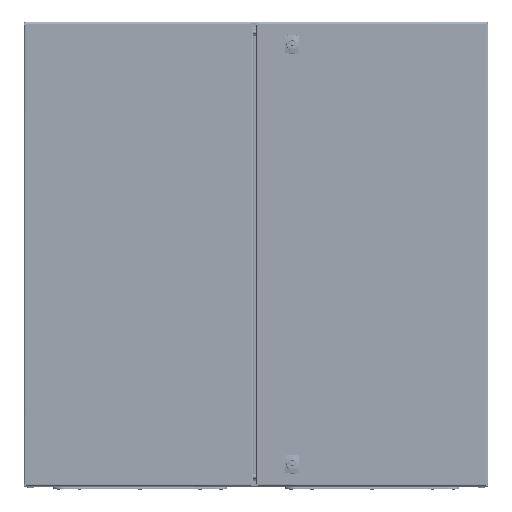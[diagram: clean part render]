
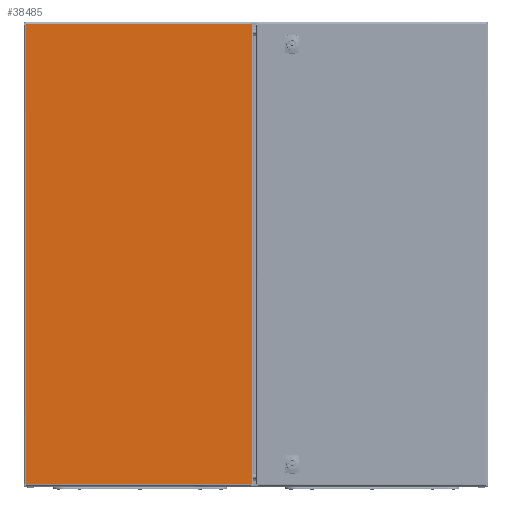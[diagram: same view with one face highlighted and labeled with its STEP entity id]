
A CAD part, top view. The second image highlights one B-rep face of the part: STEP entity #38485.
In plain terms, the highlighted face is planar.
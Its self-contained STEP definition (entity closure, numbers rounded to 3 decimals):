
#4276 = ORIENTED_EDGE ( 'NONE', *, *, #18698, .T. ) ;
#4281 = ORIENTED_EDGE ( 'NONE', *, *, #18697, .T. ) ;
#4294 = ORIENTED_EDGE ( 'NONE', *, *, #18693, .F. ) ;
#4299 = ORIENTED_EDGE ( 'NONE', *, *, #18692, .F. ) ;
#4308 = ORIENTED_EDGE ( 'NONE', *, *, #18695, .T. ) ;
#4310 = ORIENTED_EDGE ( 'NONE', *, *, #18694, .T. ) ;
#4312 = ORIENTED_EDGE ( 'NONE', *, *, #18696, .F. ) ;
#4315 = ORIENTED_EDGE ( 'NONE', *, *, #18691, .F. ) ;
#8158 = VERTEX_POINT ( 'NONE', #58806 ) ;
#18691 = EDGE_CURVE ( 'NONE', #60603, #60683, #46993, .T. ) ;
#18692 = EDGE_CURVE ( 'NONE', #60543, #60487, #46996, .T. ) ;
#18693 = EDGE_CURVE ( 'NONE', #8158, #60543, #46385, .T. ) ;
#18694 = EDGE_CURVE ( 'NONE', #60509, #60683, #47003, .T. ) ;
#18695 = EDGE_CURVE ( 'NONE', #60668, #60509, #46606, .T. ) ;
#18696 = EDGE_CURVE ( 'NONE', #60487, #60603, #46998, .T. ) ;
#18697 = EDGE_CURVE ( 'NONE', #8158, #60631, #46918, .T. ) ;
#18698 = EDGE_CURVE ( 'NONE', #60631, #60668, #46999, .T. ) ;
#19416 = FACE_OUTER_BOUND ( 'NONE', #50288, .T. ) ;
#20936 = DIRECTION ( 'NONE',  ( 1., 0., 0. ) ) ;
#20937 = DIRECTION ( 'NONE',  ( 0., 0., 1. ) ) ;
#20947 = CARTESIAN_POINT ( 'NONE',  ( -269.75, -510.5, 0. ) ) ;
#20955 = PLANE ( 'NONE',  #58094 ) ;
#34941 = CARTESIAN_POINT ( 'NONE',  ( 232.75, 494.402, 0. ) ) ;
#35002 = CARTESIAN_POINT ( 'NONE',  ( -253.652, -495.5, 0. ) ) ;
#35074 = CARTESIAN_POINT ( 'NONE',  ( 231.652, 495.5, 0. ) ) ;
#35603 = CARTESIAN_POINT ( 'NONE',  ( -254.75, -494.402, 0. ) ) ;
#35942 = CARTESIAN_POINT ( 'NONE',  ( 231.652, -495.5, 0. ) ) ;
#36084 = CARTESIAN_POINT ( 'NONE',  ( 232.75, -494.402, 0. ) ) ;
#36759 = CARTESIAN_POINT ( 'NONE',  ( -253.652, 495.5, 0. ) ) ;
#38485 = ADVANCED_FACE ( 'NONE', ( #19416 ), #20955, .F. ) ;
#46385 = LINE ( 'NONE', #53184, #47011 ) ;
#46484 = VECTOR ( 'NONE', #53112, 1000. ) ;
#46606 = CIRCLE ( 'NONE', #54653, 3. ) ;
#46918 = CIRCLE ( 'NONE', #54651, 3. ) ;
#46993 = CIRCLE ( 'NONE', #54650, 3. ) ;
#46996 = CIRCLE ( 'NONE', #54649, 3. ) ;
#46997 = VECTOR ( 'NONE', #53143, 1000. ) ;
#46998 = LINE ( 'NONE', #53127, #47007 ) ;
#46999 = LINE ( 'NONE', #53114, #46484 ) ;
#47003 = LINE ( 'NONE', #53151, #46997 ) ;
#47007 = VECTOR ( 'NONE', #53124, 1000. ) ;
#47011 = VECTOR ( 'NONE', #53146, 1000. ) ;
#50288 = EDGE_LOOP ( 'NONE', ( #4308, #4310, #4315, #4312, #4299, #4294, #4281, #4276 ) ) ;
#53112 = DIRECTION ( 'NONE',  ( 1., 0., 0. ) ) ;
#53114 = CARTESIAN_POINT ( 'NONE',  ( -269.75, 495.5, 0. ) ) ;
#53116 = DIRECTION ( 'NONE',  ( 1., 0., 0. ) ) ;
#53118 = DIRECTION ( 'NONE',  ( 0., 0., 1. ) ) ;
#53122 = CARTESIAN_POINT ( 'NONE',  ( -256.25, 497., 0. ) ) ;
#53124 = DIRECTION ( 'NONE',  ( 1., 0., 0. ) ) ;
#53127 = CARTESIAN_POINT ( 'NONE',  ( -269.75, -495.5, 0. ) ) ;
#53131 = DIRECTION ( 'NONE',  ( 1., 0., 0. ) ) ;
#53135 = DIRECTION ( 'NONE',  ( 0., 0., 1. ) ) ;
#53141 = CARTESIAN_POINT ( 'NONE',  ( 234.25, 497., 0. ) ) ;
#53143 = DIRECTION ( 'NONE',  ( 0., -1., 0. ) ) ;
#53146 = DIRECTION ( 'NONE',  ( 0., -1., 0. ) ) ;
#53151 = CARTESIAN_POINT ( 'NONE',  ( 232.75, -510.5, 0. ) ) ;
#53155 = DIRECTION ( 'NONE',  ( 1., 0., 0. ) ) ;
#53156 = DIRECTION ( 'NONE',  ( 0., 0., -1. ) ) ;
#53159 = CARTESIAN_POINT ( 'NONE',  ( -256.25, -497., 0. ) ) ;
#53161 = DIRECTION ( 'NONE',  ( -1., 0., 0. ) ) ;
#53165 = DIRECTION ( 'NONE',  ( 0., 0., -1. ) ) ;
#53167 = CARTESIAN_POINT ( 'NONE',  ( 234.25, -497., 0. ) ) ;
#53184 = CARTESIAN_POINT ( 'NONE',  ( -254.75, -510.5, 0. ) ) ;
#54649 = AXIS2_PLACEMENT_3D ( 'NONE', #53159, #53156, #53155 ) ;
#54650 = AXIS2_PLACEMENT_3D ( 'NONE', #53167, #53165, #53161 ) ;
#54651 = AXIS2_PLACEMENT_3D ( 'NONE', #53122, #53118, #53116 ) ;
#54653 = AXIS2_PLACEMENT_3D ( 'NONE', #53141, #53135, #53131 ) ;
#58094 = AXIS2_PLACEMENT_3D ( 'NONE', #20947, #20937, #20936 ) ;
#58806 = CARTESIAN_POINT ( 'NONE',  ( -254.75, 494.402, 0. ) ) ;
#60487 = VERTEX_POINT ( 'NONE', #35002 ) ;
#60509 = VERTEX_POINT ( 'NONE', #34941 ) ;
#60543 = VERTEX_POINT ( 'NONE', #35603 ) ;
#60603 = VERTEX_POINT ( 'NONE', #35942 ) ;
#60631 = VERTEX_POINT ( 'NONE', #36759 ) ;
#60668 = VERTEX_POINT ( 'NONE', #35074 ) ;
#60683 = VERTEX_POINT ( 'NONE', #36084 ) ;
